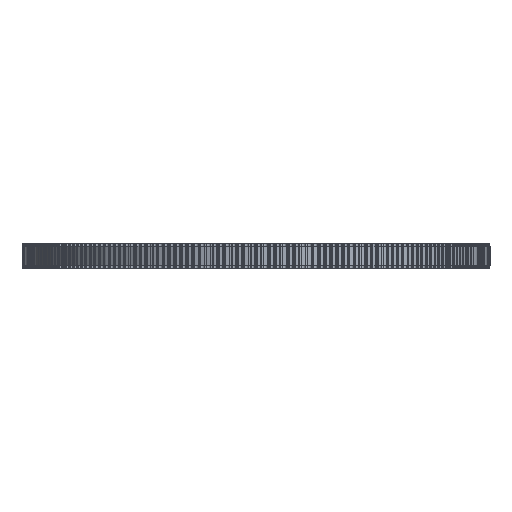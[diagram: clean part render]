
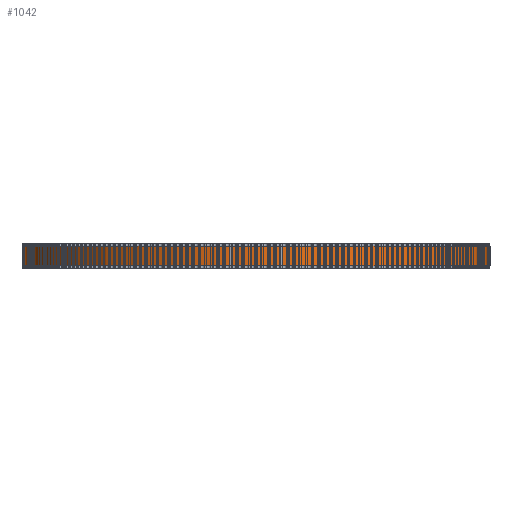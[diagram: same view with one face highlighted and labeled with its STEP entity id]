
A CAD part, front view. The second image highlights one B-rep face of the part: STEP entity #1042.
In plain terms, the highlighted cylindrical face has radius 73.211 mm (diameter 146.423 mm), a full revolution.
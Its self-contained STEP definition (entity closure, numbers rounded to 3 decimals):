
#97=FACE_BOUND('',#3808,.T.);
#98=FACE_BOUND('',#3809,.T.);
#1042=ADVANCED_FACE('',(#97,#98),#1963,.T.);
#1963=CYLINDRICAL_SURFACE('',#20383,73.211);
#3808=EDGE_LOOP('',(#11170));
#3809=EDGE_LOOP('',(#11171));
#11170=ORIENTED_EDGE('',*,*,#15774,.T.);
#11171=ORIENTED_EDGE('',*,*,#15775,.T.);
#13012=VERTEX_POINT('',#32360);
#13013=VERTEX_POINT('',#32362);
#15774=EDGE_CURVE('',#13012,#13012,#17616,.T.);
#15775=EDGE_CURVE('',#13013,#13013,#17617,.T.);
#17616=CIRCLE('',#20381,73.211);
#17617=CIRCLE('',#20382,73.211);
#20381=AXIS2_PLACEMENT_3D('',#32359,#26830,#26831);
#20382=AXIS2_PLACEMENT_3D('',#32361,#26832,#26833);
#20383=AXIS2_PLACEMENT_3D('',#32363,#26834,#26835);
#26830=DIRECTION('',(0.,0.,1.));
#26831=DIRECTION('',(1.,0.,0.));
#26832=DIRECTION('',(0.,0.,-1.));
#26833=DIRECTION('',(1.,0.,0.));
#26834=DIRECTION('',(0.,0.,1.));
#26835=DIRECTION('',(1.,0.,0.));
#32359=CARTESIAN_POINT('',(0.,0.,1.));
#32360=CARTESIAN_POINT('',(73.211,0.,1.));
#32361=CARTESIAN_POINT('',(0.,0.,7.));
#32362=CARTESIAN_POINT('',(73.211,0.,7.));
#32363=CARTESIAN_POINT('',(0.,0.,1.));
